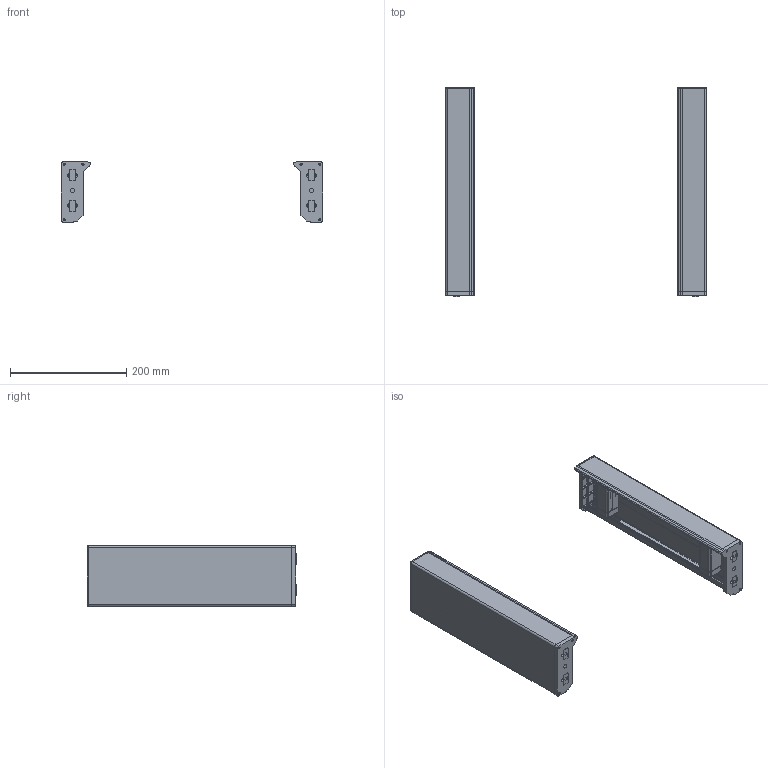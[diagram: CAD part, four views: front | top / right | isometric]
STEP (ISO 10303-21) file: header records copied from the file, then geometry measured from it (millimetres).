
FILE_DESCRIPTION(('STEP AP242'),'1');
FILE_NAME('xuszaml2xp.stp','2020-07-20T07:23:25',('TraceParts'),('TraceParts S.A.'),'Spatial InterOp 3D',' ',' ');
FILE_SCHEMA(('AP242_MANAGED_MODEL_BASED_3D_ENGINEERING_MIM_LF {1 0 10303 442 1 1 4}'));
Length unit declared in the file: millimetre
Products named in the file (1): xuszaml2xp_1
Bounding box: 450 x 361.84 x 105 mm (x, y, z)
Volume: 552765.6 mm3; surface area: 484837.5 mm2
Topology: 92 solids, 92 shells, 5084 faces, 13356 edges, 8574 vertices
Faces by surface type: cylinder 2472, plane 1968, torus 338, bspline 170, sphere 84, cone 52
Entity records: 206100 total; most frequent: CARTESIAN_POINT 34734, DIRECTION 28848, ORIENTED_EDGE 26696, EDGE_CURVE 13348, AXIS2_PLACEMENT_3D 10770, VERTEX_POINT 8574, LINE 7308, VECTOR 7308
